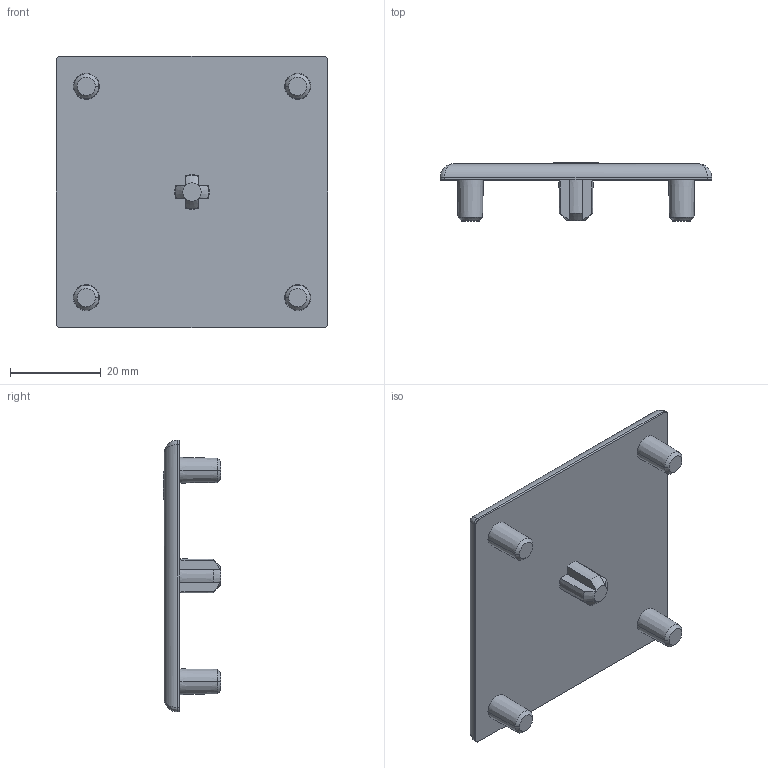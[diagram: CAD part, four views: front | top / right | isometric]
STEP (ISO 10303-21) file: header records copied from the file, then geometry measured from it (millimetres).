
FILE_DESCRIPTION((''),'2;1');
FILE_NAME('12011_POKROV_PROFILA_PA_60X60','2022-09-16T14:43:43',('PredragRovcanin'),('Audax d.o.o.'),'CREO PARAMETRIC BY PTC INC, 2020281','CREO PARAMETRIC BY PTC INC, 2020281','');
FILE_SCHEMA(('AUTOMOTIVE_DESIGN { 1 0 10303 214 1 1 1 1 }'));
Length unit declared in the file: millimetre
Products named in the file (1): 12011_POKROV_PROFILA_PA_60X60
Bounding box: 59.8 x 12.7 x 59.8 mm (x, y, z)
Volume: 13201.4 mm3; surface area: 8494.6 mm2
Topology: 1 solids, 1 shells, 66 faces, 145 edges, 94 vertices
Faces by surface type: plane 24, cone 24, cylinder 10, bspline 4, extrusion 4
Entity records: 3030 total; most frequent: CARTESIAN_POINT 710, COLOUR_RGB 322, DIRECTION 283, ORIENTED_EDGE 280, PRESENTATION_STYLE_ASSIGNMENT 147, STYLED_ITEM 147, CURVE_STYLE 146, EDGE_CURVE 140
